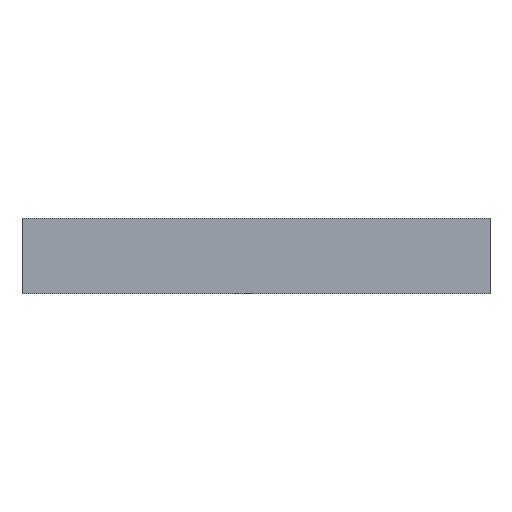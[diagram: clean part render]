
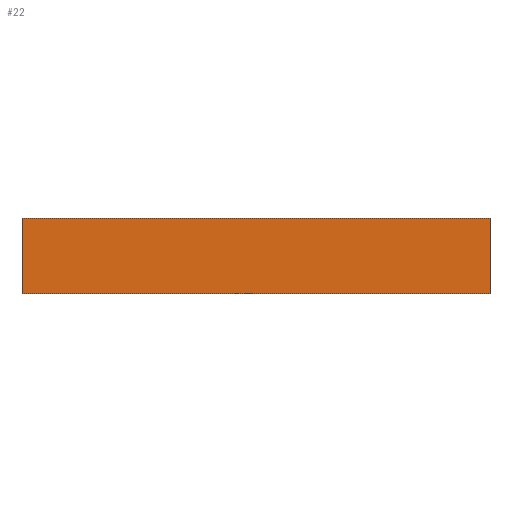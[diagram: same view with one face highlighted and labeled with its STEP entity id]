
A CAD part, left-side view. The second image highlights one B-rep face of the part: STEP entity #22.
In plain terms, the highlighted planar face has unit normal (-1, 0, 0).
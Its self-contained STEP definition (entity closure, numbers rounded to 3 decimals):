
#22 = ADVANCED_FACE ( 'NONE', ( #601 ), #486, .F. ) ;
#29 = DIRECTION ( 'NONE',  ( 1., 0., 0. ) ) ;
#40 = VECTOR ( 'NONE', #228, 1000. ) ;
#61 = LINE ( 'NONE', #502, #537 ) ;
#72 = ORIENTED_EDGE ( 'NONE', *, *, #431, .F. ) ;
#111 = DIRECTION ( 'NONE',  ( 0., 0., -1. ) ) ;
#116 = ORIENTED_EDGE ( 'NONE', *, *, #359, .T. ) ;
#118 = LINE ( 'NONE', #557, #253 ) ;
#148 = CARTESIAN_POINT ( 'NONE',  ( 0., 90., 14.5 ) ) ;
#228 = DIRECTION ( 'NONE',  ( 0., 0., -1. ) ) ;
#232 = DIRECTION ( 'NONE',  ( 0., -1., 0. ) ) ;
#237 = DIRECTION ( 'NONE',  ( 0., -1., 0. ) ) ;
#253 = VECTOR ( 'NONE', #232, 1000. ) ;
#271 = DIRECTION ( 'NONE',  ( 0., 1., 0. ) ) ;
#274 = VERTEX_POINT ( 'NONE', #360 ) ;
#311 = AXIS2_PLACEMENT_3D ( 'NONE', #521, #29, #271 ) ;
#329 = CARTESIAN_POINT ( 'NONE',  ( 0., -90., 14.5 ) ) ;
#343 = VERTEX_POINT ( 'NONE', #148 ) ;
#359 = EDGE_CURVE ( 'NONE', #343, #383, #438, .T. ) ;
#360 = CARTESIAN_POINT ( 'NONE',  ( 0., -90., -14.5 ) ) ;
#378 = VECTOR ( 'NONE', #111, 1000. ) ;
#383 = VERTEX_POINT ( 'NONE', #390 ) ;
#390 = CARTESIAN_POINT ( 'NONE',  ( 0., 90., -14.5 ) ) ;
#417 = EDGE_CURVE ( 'NONE', #383, #274, #61, .T. ) ;
#431 = EDGE_CURVE ( 'NONE', #343, #576, #118, .T. ) ;
#438 = LINE ( 'NONE', #439, #40 ) ;
#439 = CARTESIAN_POINT ( 'NONE',  ( 0., 90., 14.5 ) ) ;
#472 = EDGE_LOOP ( 'NONE', ( #495, #617, #72, #116 ) ) ;
#486 = PLANE ( 'NONE',  #311 ) ;
#495 = ORIENTED_EDGE ( 'NONE', *, *, #417, .T. ) ;
#502 = CARTESIAN_POINT ( 'NONE',  ( 0., 0., -14.5 ) ) ;
#521 = CARTESIAN_POINT ( 'NONE',  ( 0., 0., 14.5 ) ) ;
#525 = LINE ( 'NONE', #329, #378 ) ;
#537 = VECTOR ( 'NONE', #237, 1000. ) ;
#557 = CARTESIAN_POINT ( 'NONE',  ( 0., 0., 14.5 ) ) ;
#576 = VERTEX_POINT ( 'NONE', #640 ) ;
#601 = FACE_OUTER_BOUND ( 'NONE', #472, .T. ) ;
#617 = ORIENTED_EDGE ( 'NONE', *, *, #693, .F. ) ;
#640 = CARTESIAN_POINT ( 'NONE',  ( 0., -90., 14.5 ) ) ;
#693 = EDGE_CURVE ( 'NONE', #576, #274, #525, .T. ) ;
